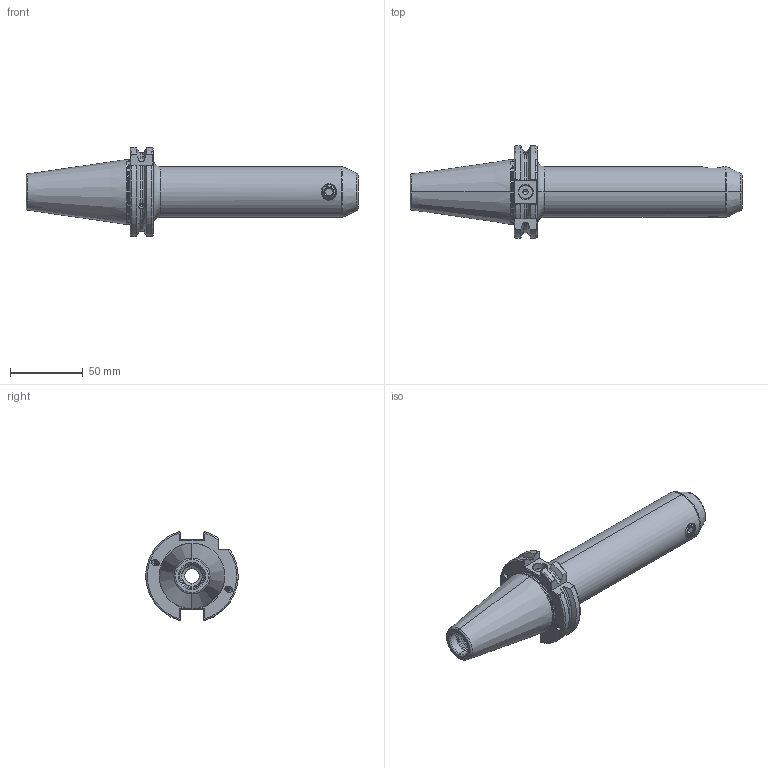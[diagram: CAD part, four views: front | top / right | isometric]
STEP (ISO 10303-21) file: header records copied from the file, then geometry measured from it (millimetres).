
FILE_DESCRIPTION (( 'STEP AP203' ), '1' );
FILE_NAME ('403.04.10.2.STEP', '2016-11-25T07:25:22', ( '' ), ( '' ), 'SwSTEP 2.0', 'SolidWorks 2012', '' );
FILE_SCHEMA (( 'CONFIG_CONTROL_DESIGN' ));
Length unit declared in the file: millimetre
Products named in the file (3): 403.04.10.2; 側固10_M10x1.5_12L
Assembly tree (2 placements, depth 2):
  403.04.10.2
    403.04.10.2
    側固10_M10x1.5_12L
Bounding box: 228.4 x 63.33 x 61.24 mm (x, y, z)
Volume: 211597.7 mm3; surface area: 44132.4 mm2
Topology: 2 solids, 2 shells, 325 faces, 897 edges, 563 vertices
Faces by surface type: cylinder 139, plane 60, cone 45, bspline 41, torus 38, sphere 2
Entity records: 26398 total; most frequent: CARTESIAN_POINT 18983, ORIENTED_EDGE 1762, DIRECTION 1182, EDGE_CURVE 881, VERTEX_POINT 563, AXIS2_PLACEMENT_3D 462, EDGE_LOOP 340, ADVANCED_FACE 325
